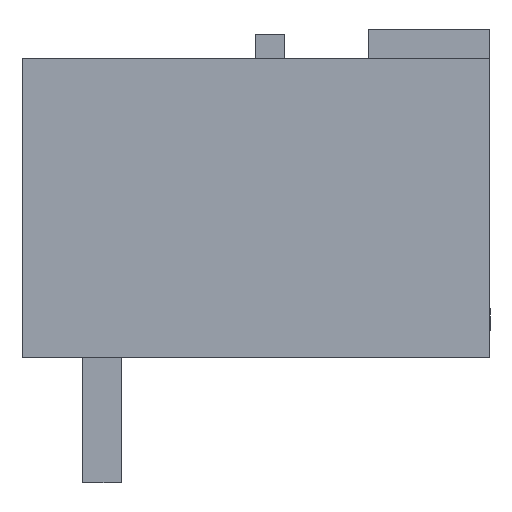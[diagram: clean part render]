
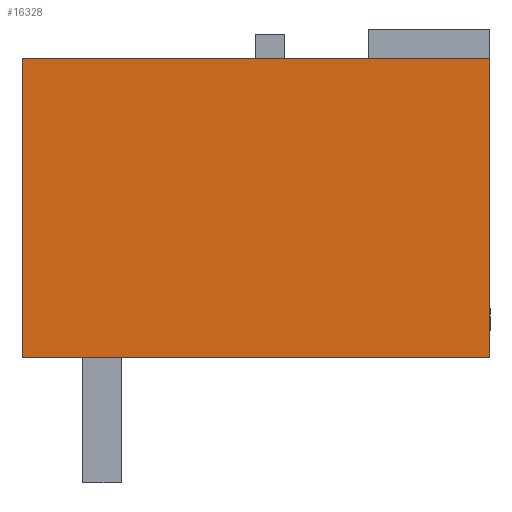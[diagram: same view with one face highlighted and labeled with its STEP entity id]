
A CAD part, left-side view. The second image highlights one B-rep face of the part: STEP entity #16328.
In plain terms, the highlighted planar face has unit normal (-1, 0, 0).
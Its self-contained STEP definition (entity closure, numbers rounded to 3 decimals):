
#16315=AXIS2_PLACEMENT_3D('Plane Axis2P3D',#16312,#16313,#16314) ;
#13116=CARTESIAN_POINT('Vertex',(0.,12.,3.2)) ;
#13119=CARTESIAN_POINT('Line Origine',(0.,12.,7.04)) ;
#13123=CARTESIAN_POINT('Vertex',(0.,12.,10.88)) ;
#13861=CARTESIAN_POINT('Vertex',(0.,0.,10.88)) ;
#13864=CARTESIAN_POINT('Line Origine',(0.,0.,7.04)) ;
#13868=CARTESIAN_POINT('Vertex',(0.,0.,3.2)) ;
#16139=CARTESIAN_POINT('Line Origine',(0.,6.,10.88)) ;
#16312=CARTESIAN_POINT('Axis2P3D Location',(0.,0.,10.88)) ;
#16317=CARTESIAN_POINT('Line Origine',(0.,6.,3.2)) ;
#13120=DIRECTION('Vector Direction',(0.,0.,-1.)) ;
#13865=DIRECTION('Vector Direction',(0.,0.,-1.)) ;
#16140=DIRECTION('Vector Direction',(0.,1.,0.)) ;
#16313=DIRECTION('Axis2P3D Direction',(1.,0.,0.)) ;
#16314=DIRECTION('Axis2P3D XDirection',(0.,0.,-1.)) ;
#16318=DIRECTION('Vector Direction',(0.,1.,0.)) ;
#13121=VECTOR('Line Direction',#13120,1.) ;
#13866=VECTOR('Line Direction',#13865,1.) ;
#16141=VECTOR('Line Direction',#16140,1.) ;
#16319=VECTOR('Line Direction',#16318,1.) ;
#16323=ORIENTED_EDGE('',*,*,#16321,.F.) ;
#16324=ORIENTED_EDGE('',*,*,#13870,.F.) ;
#16325=ORIENTED_EDGE('',*,*,#16143,.T.) ;
#16326=ORIENTED_EDGE('',*,*,#13125,.F.) ;
#16328=ADVANCED_FACE('HOUSING',(#16327),#16316,.F.) ;
#13125=EDGE_CURVE('',#13117,#13124,#13122,.F.) ;
#13870=EDGE_CURVE('',#13862,#13869,#13867,.T.) ;
#16143=EDGE_CURVE('',#13862,#13124,#16142,.T.) ;
#16321=EDGE_CURVE('',#13869,#13117,#16320,.T.) ;
#16322=EDGE_LOOP('',(#16323,#16324,#16325,#16326)) ;
#16327=FACE_OUTER_BOUND('',#16322,.T.) ;
#13122=LINE('Line',#13119,#13121) ;
#13867=LINE('Line',#13864,#13866) ;
#16142=LINE('Line',#16139,#16141) ;
#16320=LINE('Line',#16317,#16319) ;
#16316=PLANE('',#16315) ;
#13117=VERTEX_POINT('',#13116) ;
#13124=VERTEX_POINT('',#13123) ;
#13862=VERTEX_POINT('',#13861) ;
#13869=VERTEX_POINT('',#13868) ;
